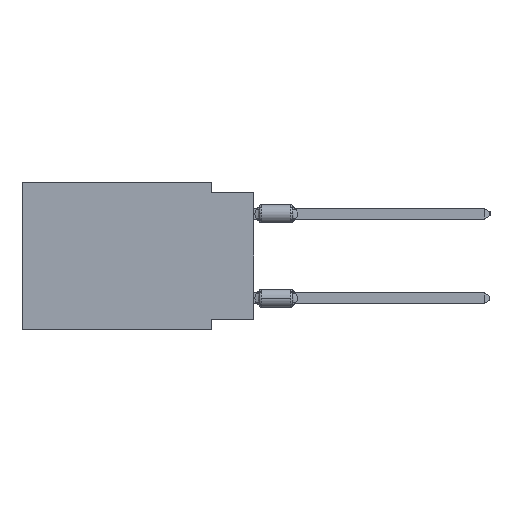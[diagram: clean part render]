
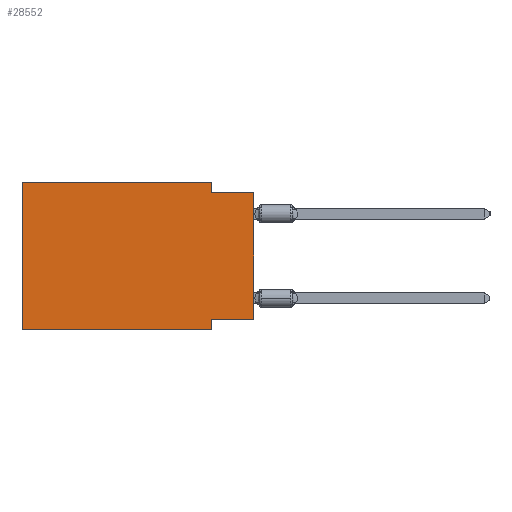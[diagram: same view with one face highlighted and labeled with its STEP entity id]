
A CAD part, left-side view. The second image highlights one B-rep face of the part: STEP entity #28552.
In plain terms, the highlighted planar face has unit normal (-1, 0, 0).
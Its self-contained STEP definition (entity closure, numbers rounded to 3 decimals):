
#18 = VECTOR ( 'NONE', #21587, 1000. ) ;
#113 = CARTESIAN_POINT ( 'NONE',  ( 0., 0., -0.635 ) ) ;
#313 = AXIS2_PLACEMENT_3D ( 'NONE', #19092, #28168, #12424 ) ;
#1235 = EDGE_CURVE ( 'NONE', #13401, #28473, #10167, .T. ) ;
#1537 = EDGE_CURVE ( 'NONE', #13401, #11338, #24463, .T. ) ;
#1882 = VERTEX_POINT ( 'NONE', #7148 ) ;
#1932 = CARTESIAN_POINT ( 'NONE',  ( 0., 13.97, 0. ) ) ;
#2176 = CARTESIAN_POINT ( 'NONE',  ( 0., 13.97, -8.89 ) ) ;
#2359 = EDGE_LOOP ( 'NONE', ( #5747, #9399, #9130, #21630, #19567, #15518, #11883, #16646 ) ) ;
#4080 = DIRECTION ( 'NONE',  ( 0., -1., 0. ) ) ;
#4086 = DIRECTION ( 'NONE',  ( 0., 0., -1. ) ) ;
#4557 = VECTOR ( 'NONE', #14303, 1000. ) ;
#4565 = VECTOR ( 'NONE', #23061, 1000. ) ;
#5739 = VECTOR ( 'NONE', #17770, 1000. ) ;
#5747 = ORIENTED_EDGE ( 'NONE', *, *, #1537, .T. ) ;
#6077 = CARTESIAN_POINT ( 'NONE',  ( 0., 2.54, 0. ) ) ;
#7148 = CARTESIAN_POINT ( 'NONE',  ( 0., 2.54, -0.635 ) ) ;
#7877 = VERTEX_POINT ( 'NONE', #1932 ) ;
#8145 = DIRECTION ( 'NONE',  ( 0., 0., 1. ) ) ;
#8875 = CARTESIAN_POINT ( 'NONE',  ( 0., 13.97, -8.89 ) ) ;
#9130 = ORIENTED_EDGE ( 'NONE', *, *, #28647, .F. ) ;
#9399 = ORIENTED_EDGE ( 'NONE', *, *, #10820, .F. ) ;
#10167 = LINE ( 'NONE', #19197, #18 ) ;
#10820 = EDGE_CURVE ( 'NONE', #1882, #11338, #15931, .T. ) ;
#10935 = LINE ( 'NONE', #24434, #12518 ) ;
#11201 = CARTESIAN_POINT ( 'NONE',  ( 0., 0., -0.635 ) ) ;
#11338 = VERTEX_POINT ( 'NONE', #113 ) ;
#11883 = ORIENTED_EDGE ( 'NONE', *, *, #16256, .F. ) ;
#12424 = DIRECTION ( 'NONE',  ( 0., 0., -1. ) ) ;
#12518 = VECTOR ( 'NONE', #4086, 1000. ) ;
#12760 = EDGE_CURVE ( 'NONE', #17426, #7877, #19405, .T. ) ;
#13305 = CARTESIAN_POINT ( 'NONE',  ( 0., 13.97, 0. ) ) ;
#13401 = VERTEX_POINT ( 'NONE', #23476 ) ;
#14303 = DIRECTION ( 'NONE',  ( 0., 0., -1. ) ) ;
#15518 = ORIENTED_EDGE ( 'NONE', *, *, #26465, .T. ) ;
#15931 = LINE ( 'NONE', #11201, #4565 ) ;
#16256 = EDGE_CURVE ( 'NONE', #28473, #22972, #18901, .T. ) ;
#16646 = ORIENTED_EDGE ( 'NONE', *, *, #1235, .F. ) ;
#16717 = PLANE ( 'NONE',  #313 ) ;
#17426 = VERTEX_POINT ( 'NONE', #8875 ) ;
#17770 = DIRECTION ( 'NONE',  ( 0., 0., 1. ) ) ;
#18801 = CARTESIAN_POINT ( 'NONE',  ( 0., 2.54, -8.255 ) ) ;
#18901 = LINE ( 'NONE', #23068, #4557 ) ;
#19092 = CARTESIAN_POINT ( 'NONE',  ( 0., 13.97, 0. ) ) ;
#19197 = CARTESIAN_POINT ( 'NONE',  ( 0., 0., -8.255 ) ) ;
#19405 = LINE ( 'NONE', #28486, #20497 ) ;
#19567 = ORIENTED_EDGE ( 'NONE', *, *, #12760, .F. ) ;
#20284 = DIRECTION ( 'NONE',  ( 0., -1., 0. ) ) ;
#20497 = VECTOR ( 'NONE', #8145, 1000. ) ;
#21587 = DIRECTION ( 'NONE',  ( 0., 1., 0. ) ) ;
#21630 = ORIENTED_EDGE ( 'NONE', *, *, #26958, .F. ) ;
#22637 = VECTOR ( 'NONE', #20284, 1000. ) ;
#22972 = VERTEX_POINT ( 'NONE', #28539 ) ;
#23061 = DIRECTION ( 'NONE',  ( 0., -1., 0. ) ) ;
#23068 = CARTESIAN_POINT ( 'NONE',  ( 0., 2.54, -8.89 ) ) ;
#23091 = VECTOR ( 'NONE', #4080, 1000. ) ;
#23476 = CARTESIAN_POINT ( 'NONE',  ( 0., 0., -8.255 ) ) ;
#24313 = CARTESIAN_POINT ( 'NONE',  ( 0., 0., 0. ) ) ;
#24434 = CARTESIAN_POINT ( 'NONE',  ( 0., 2.54, 0. ) ) ;
#24463 = LINE ( 'NONE', #24313, #5739 ) ;
#26088 = FACE_OUTER_BOUND ( 'NONE', #2359, .T. ) ;
#26465 = EDGE_CURVE ( 'NONE', #17426, #22972, #29212, .T. ) ;
#26811 = LINE ( 'NONE', #13305, #23091 ) ;
#26958 = EDGE_CURVE ( 'NONE', #7877, #29349, #26811, .T. ) ;
#28168 = DIRECTION ( 'NONE',  ( 1., 0., 0. ) ) ;
#28473 = VERTEX_POINT ( 'NONE', #18801 ) ;
#28486 = CARTESIAN_POINT ( 'NONE',  ( 0., 13.97, 0. ) ) ;
#28539 = CARTESIAN_POINT ( 'NONE',  ( 0., 2.54, -8.89 ) ) ;
#28552 = ADVANCED_FACE ( 'NONE', ( #26088 ), #16717, .F. ) ;
#28647 = EDGE_CURVE ( 'NONE', #29349, #1882, #10935, .T. ) ;
#29212 = LINE ( 'NONE', #2176, #22637 ) ;
#29349 = VERTEX_POINT ( 'NONE', #6077 ) ;
